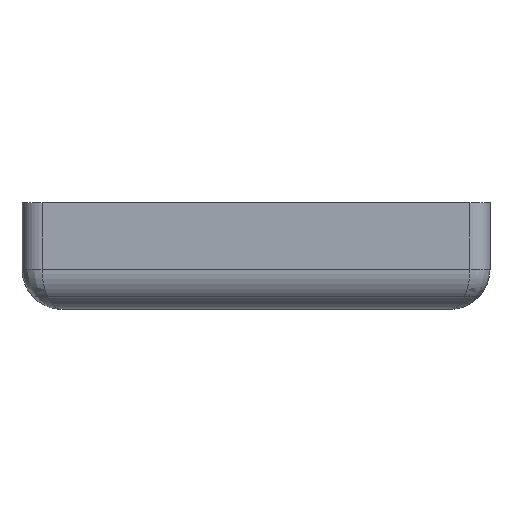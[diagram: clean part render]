
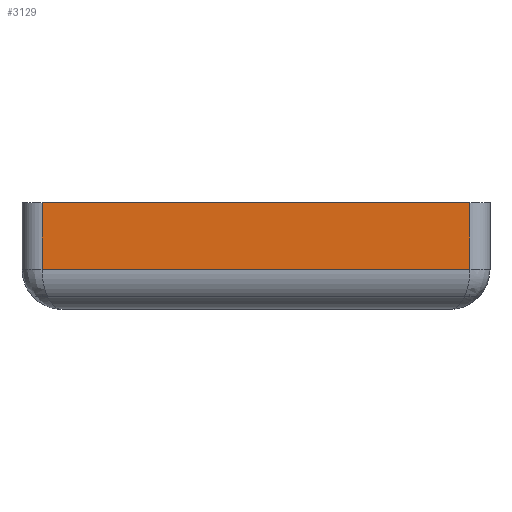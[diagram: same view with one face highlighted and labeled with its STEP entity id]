
A CAD part, front view. The second image highlights one B-rep face of the part: STEP entity #3129.
In plain terms, the highlighted planar face has unit normal (0, -1, 0).
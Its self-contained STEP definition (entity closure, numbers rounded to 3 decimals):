
#363 = CARTESIAN_POINT ( 'NONE',  ( -32.05, -59.71, 4. ) ) ;
#399 = LINE ( 'NONE', #998, #3375 ) ;
#458 = EDGE_CURVE ( 'NONE', #2598, #3644, #2984, .T. ) ;
#621 = VECTOR ( 'NONE', #1796, 1000. ) ;
#626 = ORIENTED_EDGE ( 'NONE', *, *, #458, .T. ) ;
#629 = CARTESIAN_POINT ( 'NONE',  ( -32.05, -59.71, 14. ) ) ;
#913 = LINE ( 'NONE', #629, #621 ) ;
#941 = EDGE_LOOP ( 'NONE', ( #626, #3700, #3184, #2778 ) ) ;
#957 = CARTESIAN_POINT ( 'NONE',  ( 32.05, -59.71, 14. ) ) ;
#978 = DIRECTION ( 'NONE',  ( 0., 0., -1. ) ) ;
#998 = CARTESIAN_POINT ( 'NONE',  ( 32.05, -59.71, 14. ) ) ;
#1156 = DIRECTION ( 'NONE',  ( 0., 1., 0. ) ) ;
#1168 = LINE ( 'NONE', #1507, #3661 ) ;
#1181 = EDGE_CURVE ( 'NONE', #2751, #2644, #399, .T. ) ;
#1499 = EDGE_CURVE ( 'NONE', #2598, #2751, #913, .T. ) ;
#1507 = CARTESIAN_POINT ( 'NONE',  ( -32.05, -59.71, 4. ) ) ;
#1796 = DIRECTION ( 'NONE',  ( 1., 0., 0. ) ) ;
#2033 = DIRECTION ( 'NONE',  ( 1., 0., 0. ) ) ;
#2118 = CARTESIAN_POINT ( 'NONE',  ( -32.05, -59.71, 14. ) ) ;
#2429 = AXIS2_PLACEMENT_3D ( 'NONE', #3794, #1156, #2552 ) ;
#2454 = VECTOR ( 'NONE', #3293, 1000. ) ;
#2552 = DIRECTION ( 'NONE',  ( 0., 0., 1. ) ) ;
#2590 = FACE_OUTER_BOUND ( 'NONE', #941, .T. ) ;
#2598 = VERTEX_POINT ( 'NONE', #3397 ) ;
#2609 = PLANE ( 'NONE',  #2429 ) ;
#2644 = VERTEX_POINT ( 'NONE', #3165 ) ;
#2751 = VERTEX_POINT ( 'NONE', #957 ) ;
#2778 = ORIENTED_EDGE ( 'NONE', *, *, #1499, .F. ) ;
#2984 = LINE ( 'NONE', #2118, #2454 ) ;
#3129 = ADVANCED_FACE ( 'NONE', ( #2590 ), #2609, .F. ) ;
#3165 = CARTESIAN_POINT ( 'NONE',  ( 32.05, -59.71, 4. ) ) ;
#3184 = ORIENTED_EDGE ( 'NONE', *, *, #1181, .F. ) ;
#3293 = DIRECTION ( 'NONE',  ( 0., 0., -1. ) ) ;
#3375 = VECTOR ( 'NONE', #978, 1000. ) ;
#3397 = CARTESIAN_POINT ( 'NONE',  ( -32.05, -59.71, 14. ) ) ;
#3622 = EDGE_CURVE ( 'NONE', #3644, #2644, #1168, .T. ) ;
#3644 = VERTEX_POINT ( 'NONE', #363 ) ;
#3661 = VECTOR ( 'NONE', #2033, 1000. ) ;
#3700 = ORIENTED_EDGE ( 'NONE', *, *, #3622, .T. ) ;
#3794 = CARTESIAN_POINT ( 'NONE',  ( -32.05, -59.71, 14. ) ) ;
